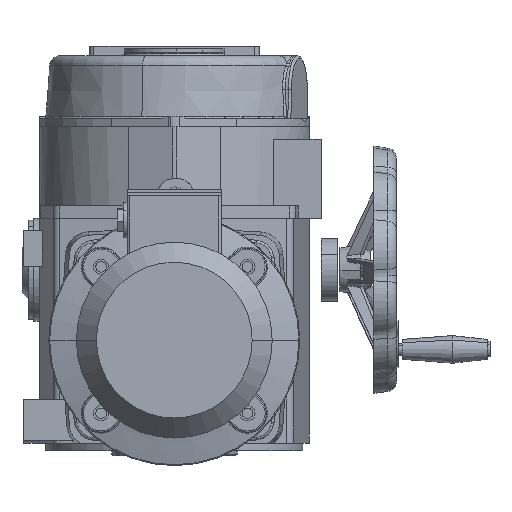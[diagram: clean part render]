
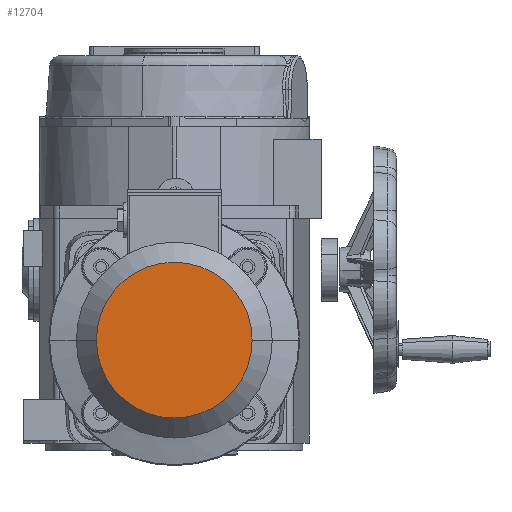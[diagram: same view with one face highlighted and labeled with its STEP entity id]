
A CAD part, left-side view. The second image highlights one B-rep face of the part: STEP entity #12704.
In plain terms, the highlighted planar face has unit normal (-1, 0, 0).
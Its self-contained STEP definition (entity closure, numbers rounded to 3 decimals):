
#1132 = EDGE_CURVE ( 'NONE', #18400, #35474, #50846, .T. ) ;
#1575 = DIRECTION ( 'NONE',  ( 0., -1., 0. ) ) ;
#3437 = EDGE_CURVE ( 'NONE', #35474, #18400, #11229, .T. ) ;
#3704 = DIRECTION ( 'NONE',  ( -1., 0., 0. ) ) ;
#8354 = DIRECTION ( 'NONE',  ( -1., 0., 0. ) ) ;
#10327 = AXIS2_PLACEMENT_3D ( 'NONE', #65552, #58801, #52049 ) ;
#10522 = CARTESIAN_POINT ( 'NONE',  ( -429.052, 27.787, -4.5 ) ) ;
#11229 = CIRCLE ( 'NONE', #43408, 62.057 ) ;
#12704 = ADVANCED_FACE ( 'NONE', ( #31495 ), #42276, .T. ) ;
#15182 = CARTESIAN_POINT ( 'NONE',  ( -429.052, 27.787, -4.5 ) ) ;
#18400 = VERTEX_POINT ( 'NONE', #23349 ) ;
#23349 = CARTESIAN_POINT ( 'NONE',  ( -429.052, 89.844, -4.5 ) ) ;
#26535 = ORIENTED_EDGE ( 'NONE', *, *, #1132, .T. ) ;
#31495 = FACE_OUTER_BOUND ( 'NONE', #63770, .T. ) ;
#35474 = VERTEX_POINT ( 'NONE', #52807 ) ;
#40049 = AXIS2_PLACEMENT_3D ( 'NONE', #15182, #8354, #1575 ) ;
#42276 = PLANE ( 'NONE',  #40049 ) ;
#43408 = AXIS2_PLACEMENT_3D ( 'NONE', #10522, #3704, #63065 ) ;
#44320 = ORIENTED_EDGE ( 'NONE', *, *, #3437, .T. ) ;
#50846 = CIRCLE ( 'NONE', #10327, 62.057 ) ;
#52049 = DIRECTION ( 'NONE',  ( 0., -1., 0. ) ) ;
#52807 = CARTESIAN_POINT ( 'NONE',  ( -429.052, -34.27, -4.5 ) ) ;
#58801 = DIRECTION ( 'NONE',  ( -1., 0., 0. ) ) ;
#63065 = DIRECTION ( 'NONE',  ( 0., -1., 0. ) ) ;
#63770 = EDGE_LOOP ( 'NONE', ( #44320, #26535 ) ) ;
#65552 = CARTESIAN_POINT ( 'NONE',  ( -429.052, 27.787, -4.5 ) ) ;
